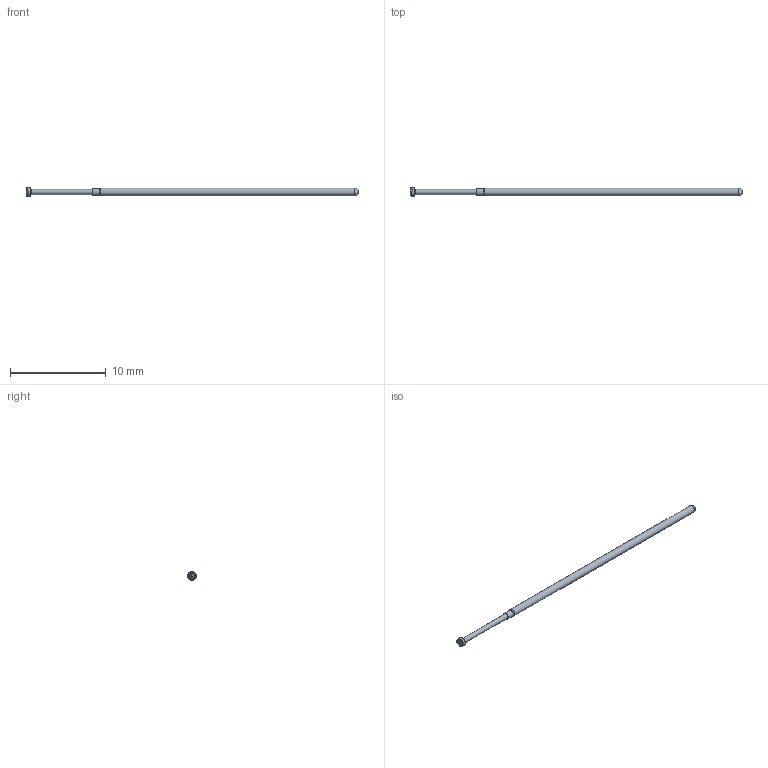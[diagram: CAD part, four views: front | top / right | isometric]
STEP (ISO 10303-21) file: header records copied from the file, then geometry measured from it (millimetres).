
FILE_DESCRIPTION (( 'STEP AP214' ), '1' );
FILE_NAME ('050-PTP2559_.STEP', '2017-10-17T19:58:07', ( '' ), ( '' ), 'SwSTEP 2.0', 'SolidWorks 2017', '' );
FILE_SCHEMA (( 'AUTOMOTIVE_DESIGN' ));
Length unit declared in the file: inch
Products named in the file (1): 050-PTP2559_
Bounding box: 34.59 x 0.89 x 0.89 mm (x, y, z)
Volume: 14.9 mm3; surface area: 81.2 mm2
Topology: 1 solids, 1 shells, 116 faces, 275 edges, 162 vertices
Faces by surface type: plane 81, bspline 27, cylinder 4, cone 3, torus 1
Full cylindrical faces by diameter (mm): 0.533 x1, 0.711 x1, 0.782 x1, 0.889 x1
Entity records: 5484 total; most frequent: CARTESIAN_POINT 1593, ORIENTED_EDGE 528, DIRECTION 387, EDGE_CURVE 264, LINE 189, VECTOR 189, VERTEX_POINT 159, EDGE_LOOP 125
